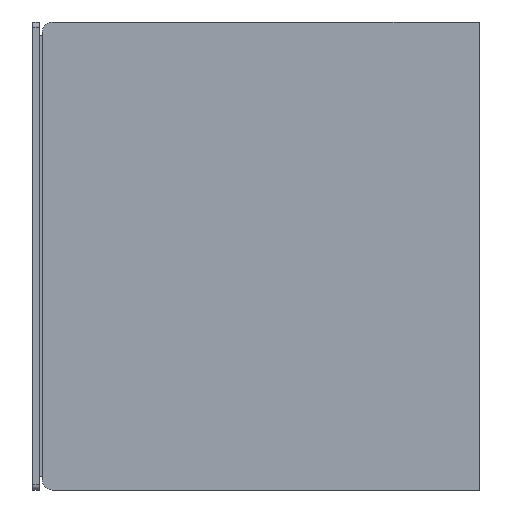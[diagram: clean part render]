
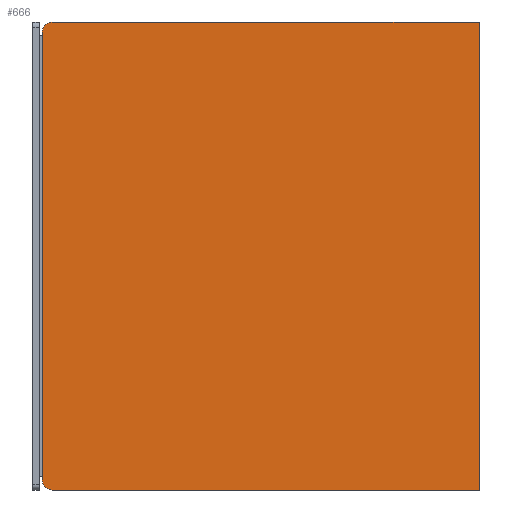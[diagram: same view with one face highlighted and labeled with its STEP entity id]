
A CAD part, left-side view. The second image highlights one B-rep face of the part: STEP entity #666.
In plain terms, the highlighted planar face has unit normal (-1, 0, 0).
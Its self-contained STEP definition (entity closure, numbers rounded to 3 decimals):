
#100 = EDGE_CURVE ( 'NONE', #492, #1214, #1122, .T. ) ;
#145 = AXIS2_PLACEMENT_3D ( 'NONE', #1233, #1996, #2203 ) ;
#183 = CARTESIAN_POINT ( 'NONE',  ( -300., -9., 225. ) ) ;
#199 = VERTEX_POINT ( 'NONE', #1627 ) ;
#212 = DIRECTION ( 'NONE',  ( 0., 0., -1. ) ) ;
#244 = CARTESIAN_POINT ( 'NONE',  ( -300., -429., 225. ) ) ;
#318 = CARTESIAN_POINT ( 'NONE',  ( -300., -19., -225. ) ) ;
#328 = ORIENTED_EDGE ( 'NONE', *, *, #100, .T. ) ;
#329 = EDGE_CURVE ( 'NONE', #199, #492, #1507, .T. ) ;
#355 = CARTESIAN_POINT ( 'NONE',  ( -300., -19., 225. ) ) ;
#409 = EDGE_CURVE ( 'NONE', #1214, #1489, #502, .T. ) ;
#492 = VERTEX_POINT ( 'NONE', #244 ) ;
#502 = CIRCLE ( 'NONE', #145, 10. ) ;
#507 = ORIENTED_EDGE ( 'NONE', *, *, #1715, .T. ) ;
#561 = ORIENTED_EDGE ( 'NONE', *, *, #409, .T. ) ;
#635 = CARTESIAN_POINT ( 'NONE',  ( -300., -9., -215. ) ) ;
#666 = ADVANCED_FACE ( 'NONE', ( #2240 ), #1892, .F. ) ;
#699 = DIRECTION ( 'NONE',  ( 0., 0., 1. ) ) ;
#797 = VERTEX_POINT ( 'NONE', #635 ) ;
#958 = VECTOR ( 'NONE', #699, 1000. ) ;
#1024 = CARTESIAN_POINT ( 'NONE',  ( -300., -369., -225. ) ) ;
#1032 = DIRECTION ( 'NONE',  ( 0., 1., 0. ) ) ;
#1043 = CARTESIAN_POINT ( 'NONE',  ( -300., -369., 225. ) ) ;
#1122 = LINE ( 'NONE', #1043, #1557 ) ;
#1146 = DIRECTION ( 'NONE',  ( 0., 1., 0. ) ) ;
#1154 = EDGE_CURVE ( 'NONE', #1489, #797, #2234, .T. ) ;
#1214 = VERTEX_POINT ( 'NONE', #355 ) ;
#1219 = CARTESIAN_POINT ( 'NONE',  ( -300., -9., 215. ) ) ;
#1224 = VERTEX_POINT ( 'NONE', #318 ) ;
#1233 = CARTESIAN_POINT ( 'NONE',  ( -300., -19., 215. ) ) ;
#1318 = CIRCLE ( 'NONE', #1780, 10. ) ;
#1489 = VERTEX_POINT ( 'NONE', #1219 ) ;
#1507 = LINE ( 'NONE', #2031, #958 ) ;
#1519 = AXIS2_PLACEMENT_3D ( 'NONE', #1916, #1938, #1982 ) ;
#1557 = VECTOR ( 'NONE', #1146, 1000. ) ;
#1627 = CARTESIAN_POINT ( 'NONE',  ( -300., -429., -225. ) ) ;
#1680 = LINE ( 'NONE', #1024, #1998 ) ;
#1715 = EDGE_CURVE ( 'NONE', #797, #1224, #1318, .T. ) ;
#1780 = AXIS2_PLACEMENT_3D ( 'NONE', #2298, #2309, #2321 ) ;
#1786 = ORIENTED_EDGE ( 'NONE', *, *, #329, .T. ) ;
#1892 = PLANE ( 'NONE',  #1519 ) ;
#1916 = CARTESIAN_POINT ( 'NONE',  ( -300., -369., 225. ) ) ;
#1938 = DIRECTION ( 'NONE',  ( 1., 0., 0. ) ) ;
#1982 = DIRECTION ( 'NONE',  ( 0., 0., -1. ) ) ;
#1996 = DIRECTION ( 'NONE',  ( -1., 0., 0. ) ) ;
#1998 = VECTOR ( 'NONE', #1032, 1000. ) ;
#2031 = CARTESIAN_POINT ( 'NONE',  ( -300., -429., -292.082 ) ) ;
#2102 = ORIENTED_EDGE ( 'NONE', *, *, #1154, .T. ) ;
#2120 = EDGE_CURVE ( 'NONE', #199, #1224, #1680, .T. ) ;
#2173 = VECTOR ( 'NONE', #212, 1000. ) ;
#2203 = DIRECTION ( 'NONE',  ( 0., 0., -1. ) ) ;
#2234 = LINE ( 'NONE', #183, #2173 ) ;
#2240 = FACE_OUTER_BOUND ( 'NONE', #2279, .T. ) ;
#2279 = EDGE_LOOP ( 'NONE', ( #328, #561, #2102, #507, #2385, #1786 ) ) ;
#2298 = CARTESIAN_POINT ( 'NONE',  ( -300., -19., -215. ) ) ;
#2309 = DIRECTION ( 'NONE',  ( -1., 0., 0. ) ) ;
#2321 = DIRECTION ( 'NONE',  ( 0., 0., -1. ) ) ;
#2385 = ORIENTED_EDGE ( 'NONE', *, *, #2120, .F. ) ;
